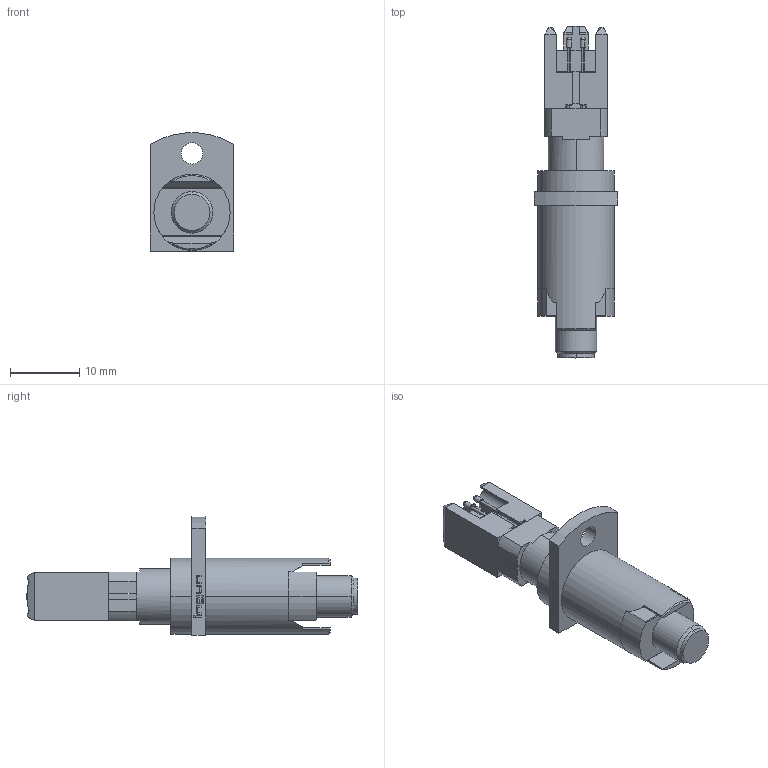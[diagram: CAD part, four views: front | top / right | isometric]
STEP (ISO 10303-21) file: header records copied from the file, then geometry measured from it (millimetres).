
FILE_DESCRIPTION (( 'STEP AP203' ), '1' );
FILE_NAME ('INGUN_HFS-821_305_080_A_xx05_MX49.STEP', '2022-05-04T08:48:53', ( 'ochi' ), ( '' ), 'SwSTEP 2.0', 'SolidWorks 2018', '' );
FILE_SCHEMA (( 'CONFIG_CONTROL_DESIGN' ));
Length unit declared in the file: millimetre
Products named in the file (1): INGUN_HFS-821_305_080_A_xx05_MX49
Bounding box: 12 x 47.9 x 17.06 mm (x, y, z)
Volume: 3137.1 mm3; surface area: 2776.8 mm2
Topology: 1 solids, 1 shells, 432 faces, 1156 edges, 733 vertices
Faces by surface type: plane 254, cylinder 76, torus 36, cone 28, bspline 22, sphere 16
Entity records: 13968 total; most frequent: CARTESIAN_POINT 3298, ORIENTED_EDGE 2280, DIRECTION 2139, EDGE_CURVE 1140, AXIS2_PLACEMENT_3D 744, VERTEX_POINT 733, VECTOR 651, LINE 651
